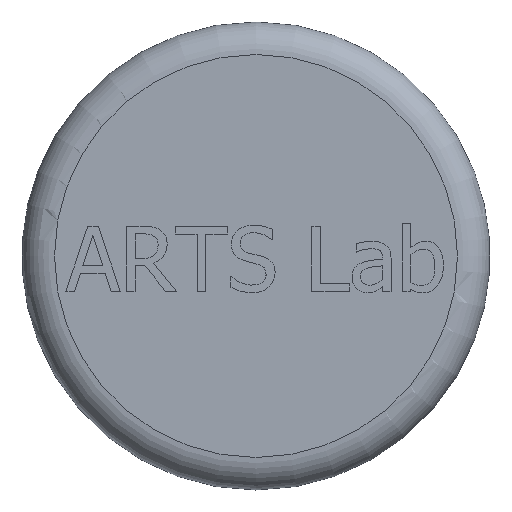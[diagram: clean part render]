
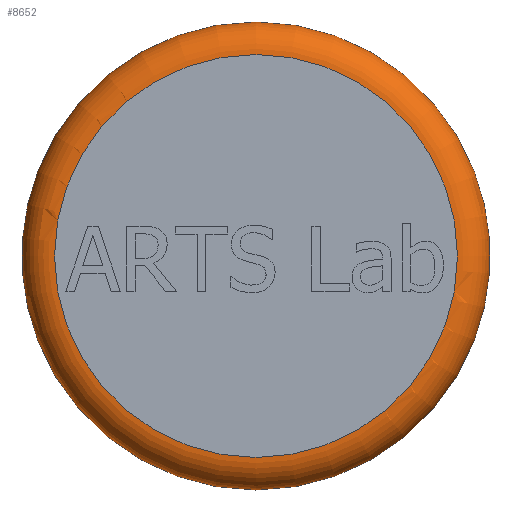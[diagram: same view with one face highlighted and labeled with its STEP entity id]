
A CAD part, front view. The second image highlights one B-rep face of the part: STEP entity #8652.
In plain terms, the highlighted toroidal (fillet/blend) face has major radius 62 mm and minor radius 10 mm.
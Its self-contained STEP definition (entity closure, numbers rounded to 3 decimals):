
#26=TOROIDAL_SURFACE('',#9014,62.,10.);
#51=CIRCLE('',#8963,62.);
#58=CIRCLE('',#9003,72.);
#59=CIRCLE('',#9004,72.);
#63=CIRCLE('',#9013,72.);
#64=CIRCLE('',#9015,10.);
#65=CIRCLE('',#9016,72.);
#66=CIRCLE('',#9017,72.);
#730=FACE_OUTER_BOUND('',#1238,.T.);
#1238=EDGE_LOOP('',(#7869,#7870,#7871,#7872,#7873,#7874,#7875,#7876));
#3877=VERTEX_POINT('',#13848);
#3899=VERTEX_POINT('',#14091);
#3901=VERTEX_POINT('',#14125);
#3923=VERTEX_POINT('',#14374);
#4125=VERTEX_POINT('',#15626);
#4166=VERTEX_POINT('',#15765);
#5335=EDGE_CURVE('',#4125,#4125,#51,.T.);
#5400=EDGE_CURVE('',#4166,#3923,#58,.T.);
#5401=EDGE_CURVE('',#3901,#4166,#59,.T.);
#5409=EDGE_CURVE('',#3877,#3899,#63,.T.);
#5410=EDGE_CURVE('',#4125,#4166,#64,.T.);
#5411=EDGE_CURVE('',#3923,#3877,#65,.T.);
#5412=EDGE_CURVE('',#3899,#3901,#66,.T.);
#7869=ORIENTED_EDGE('',*,*,#5335,.T.);
#7870=ORIENTED_EDGE('',*,*,#5410,.T.);
#7871=ORIENTED_EDGE('',*,*,#5400,.T.);
#7872=ORIENTED_EDGE('',*,*,#5411,.T.);
#7873=ORIENTED_EDGE('',*,*,#5409,.T.);
#7874=ORIENTED_EDGE('',*,*,#5412,.T.);
#7875=ORIENTED_EDGE('',*,*,#5401,.T.);
#7876=ORIENTED_EDGE('',*,*,#5410,.F.);
#8652=ADVANCED_FACE('',(#730),#26,.T.);
#8963=AXIS2_PLACEMENT_3D('',#15627,#10426,#10427);
#9003=AXIS2_PLACEMENT_3D('',#15766,#10564,#10565);
#9004=AXIS2_PLACEMENT_3D('',#15767,#10566,#10567);
#9013=AXIS2_PLACEMENT_3D('',#15783,#10588,#10589);
#9014=AXIS2_PLACEMENT_3D('',#15784,#10590,#10591);
#9015=AXIS2_PLACEMENT_3D('',#15785,#10592,#10593);
#9016=AXIS2_PLACEMENT_3D('',#15786,#10594,#10595);
#9017=AXIS2_PLACEMENT_3D('',#15787,#10596,#10597);
#10426=DIRECTION('center_axis',(0.,1.,0.));
#10427=DIRECTION('ref_axis',(-1.,0.,0.));
#10564=DIRECTION('center_axis',(0.,-1.,0.));
#10565=DIRECTION('ref_axis',(1.,0.,0.));
#10566=DIRECTION('center_axis',(0.,-1.,0.));
#10567=DIRECTION('ref_axis',(1.,0.,0.));
#10588=DIRECTION('center_axis',(0.,-1.,0.));
#10589=DIRECTION('ref_axis',(1.,0.,0.));
#10590=DIRECTION('center_axis',(0.,-1.,0.));
#10591=DIRECTION('ref_axis',(0.,0.,-1.));
#10592=DIRECTION('center_axis',(-1.,0.,0.));
#10593=DIRECTION('ref_axis',(0.,0.,1.));
#10594=DIRECTION('center_axis',(0.,-1.,0.));
#10595=DIRECTION('ref_axis',(1.,0.,0.));
#10596=DIRECTION('center_axis',(0.,-1.,0.));
#10597=DIRECTION('ref_axis',(1.,0.,0.));
#13848=CARTESIAN_POINT('',(-67.195,0.,-25.861));
#14091=CARTESIAN_POINT('',(67.195,0.,-25.861));
#14125=CARTESIAN_POINT('',(67.195,0.,25.861));
#14374=CARTESIAN_POINT('',(-67.195,0.,25.861));
#15626=CARTESIAN_POINT('',(0.,-10.,62.));
#15627=CARTESIAN_POINT('Origin',(0.,-10.,0.));
#15765=CARTESIAN_POINT('',(0.,0.,72.));
#15766=CARTESIAN_POINT('Origin',(0.,0.,0.));
#15767=CARTESIAN_POINT('Origin',(0.,0.,0.));
#15783=CARTESIAN_POINT('Origin',(0.,0.,0.));
#15784=CARTESIAN_POINT('Origin',(0.,0.,0.));
#15785=CARTESIAN_POINT('Origin',(0.,0.,62.));
#15786=CARTESIAN_POINT('Origin',(0.,0.,0.));
#15787=CARTESIAN_POINT('Origin',(0.,0.,0.));
